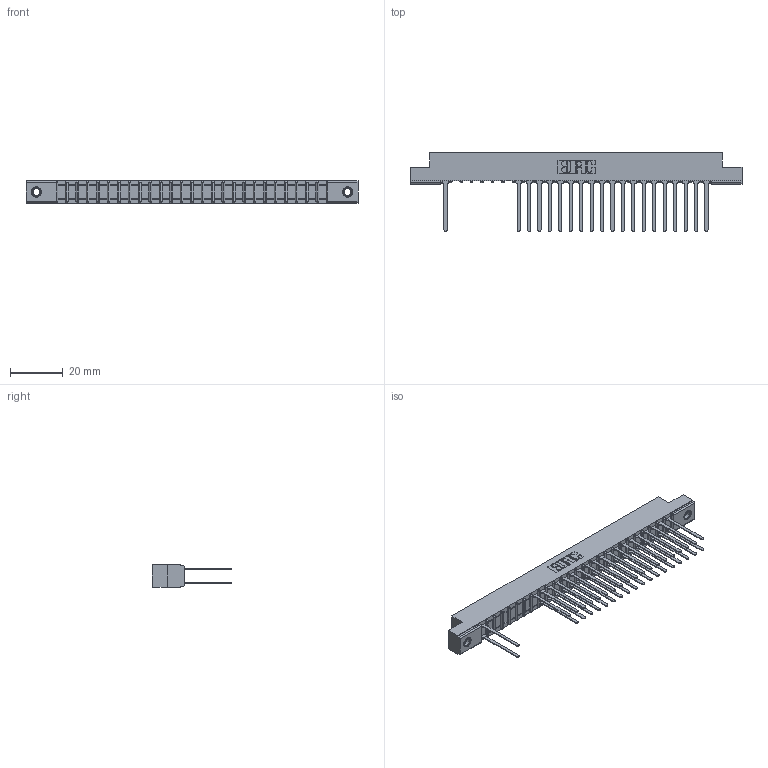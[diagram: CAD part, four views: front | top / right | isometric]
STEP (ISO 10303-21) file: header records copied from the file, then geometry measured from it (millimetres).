
FILE_DESCRIPTION (( 'STEP AP203' ), '1' );
FILE_NAME ('307-052-540-207.STEP', '2018-08-06T05:14:41', ( '' ), ( '' ), 'SwSTEP 2.0', 'SolidWorks 2016', '' );
FILE_SCHEMA (( 'CONFIG_CONTROL_DESIGN' ));
Length unit declared in the file: inch
Products named in the file (4): 307 Part_.156 Dia Mounting Holes; 307-290-001_540; 345-250-001_345-250-005-103; 307-052-540-207
Assembly tree (42 placements, depth 2):
  307-052-540-207
    307 Part_.156 Dia Mounting Holes
    307-290-001_540  x39
    345-250-001_345-250-005-103  x2
Bounding box: 126.03 x 30 x 8.71 mm (x, y, z)
Volume: 8279.5 mm3; surface area: 15118.9 mm2
Topology: 42 solids, 42 shells, 2129 faces, 5945 edges, 3830 vertices
Faces by surface type: plane 1389, cylinder 670, sphere 54, cone 12, torus 4
Entity records: 25831 total; most frequent: CARTESIAN_POINT 4268, ORIENTED_EDGE 4234, DIRECTION 4183, EDGE_CURVE 2117, LINE 1617, VECTOR 1617, VERTEX_POINT 1368, AXIS2_PLACEMENT_3D 1283
